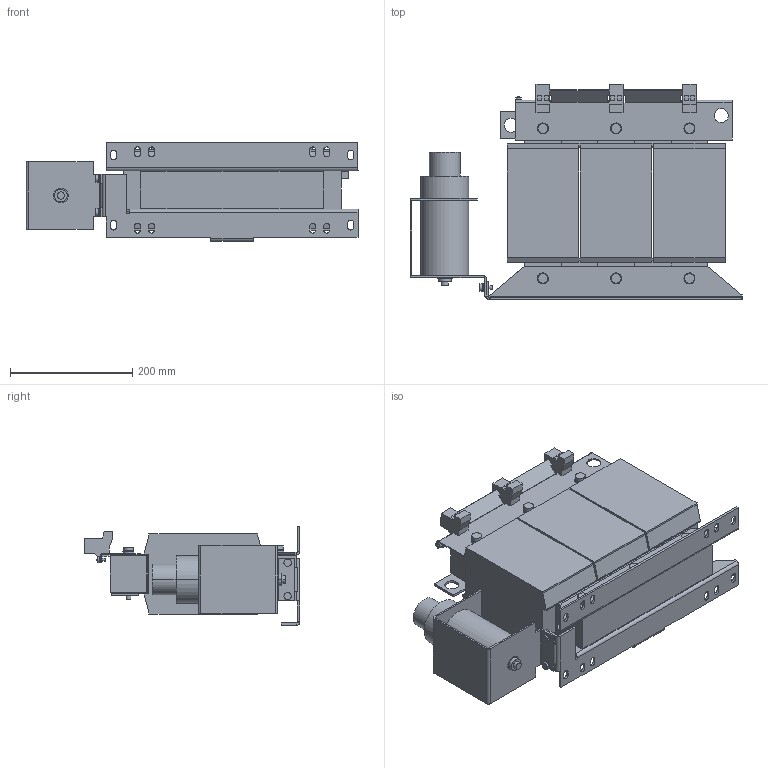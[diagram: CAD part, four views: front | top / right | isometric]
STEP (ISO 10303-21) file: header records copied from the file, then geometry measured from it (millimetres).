
FILE_DESCRIPTION (( 'STEP AP214' ), '1' );
FILE_NAME ('210956.STEP', '2020-05-28T23:25:47', ( '' ), ( '' ), 'SwSTEP 2.0', 'SolidWorks 2018', '' );
FILE_SCHEMA (( 'AUTOMOTIVE_DESIGN' ));
Length unit declared in the file: millimetre
Products named in the file (1): 210956
Bounding box: 543.5 x 353 x 161.5 mm (x, y, z)
Volume: 12278696.2 mm3; surface area: 822522.2 mm2
Topology: 1 solids, 1 shells, 743 faces, 1965 edges, 1238 vertices
Faces by surface type: plane 541, cylinder 183, torus 13, cone 4, sphere 2
Entity records: 22801 total; most frequent: CARTESIAN_POINT 3995, ORIENTED_EDGE 3930, DIRECTION 3843, EDGE_CURVE 1965, LINE 1543, VECTOR 1543, VERTEX_POINT 1238, AXIS2_PLACEMENT_3D 1150
